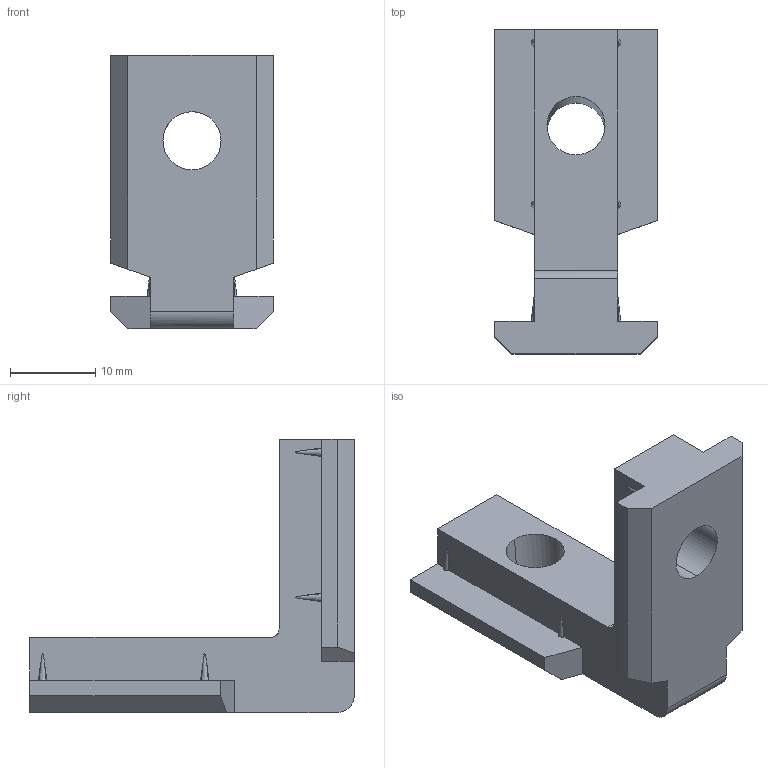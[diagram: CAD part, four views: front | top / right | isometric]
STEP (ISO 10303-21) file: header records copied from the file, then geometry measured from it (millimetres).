
FILE_DESCRIPTION (( 'STEP AP203' ), '1' );
FILE_NAME ('412535571_c_1.STEP', '2023-01-25T05:08:31', ( '' ), ( '' ), 'SwSTEP 2.0', 'SolidWorks 2014', '' );
FILE_SCHEMA (( 'CONFIG_CONTROL_DESIGN' ));
Length unit declared in the file: millimetre
Products named in the file (2): 412535571_c_1; Syskomp 412535571 Innenwinkel R10_10
Assembly tree (1 placements, depth 2):
  412535571_c_1
    Syskomp 412535571 Innenwinkel R10_10
Bounding box: 19 x 38 x 32 mm (x, y, z)
Surface area: 3553 mm2 (no closed solid volume)
Topology: 0 solids, 5 shells, 60 faces, 174 edges, 118 vertices
Faces by surface type: plane 44, cone 10, cylinder 6
Entity records: 2402 total; most frequent: CARTESIAN_POINT 721, ORIENTED_EDGE 336, DIRECTION 256, EDGE_CURVE 172, LINE 126, VECTOR 126, VERTEX_POINT 118, AXIS2_PLACEMENT_3D 65
